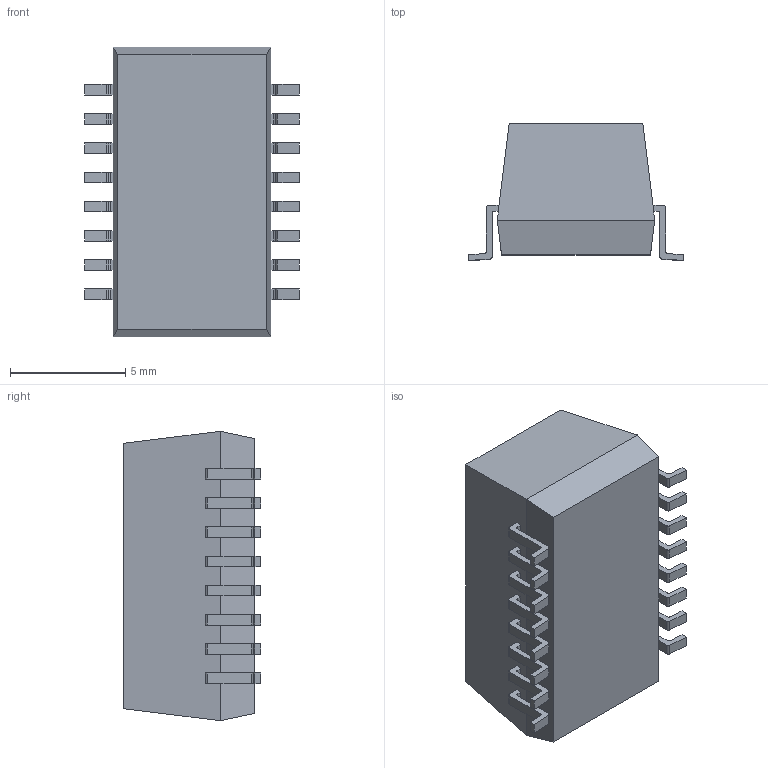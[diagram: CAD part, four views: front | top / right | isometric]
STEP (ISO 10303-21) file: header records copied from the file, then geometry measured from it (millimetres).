
FILE_DESCRIPTION((''),'2;1');
FILE_NAME('SM74346L','2012-08-21T',('ryans'),('Bourns, Inc.'),'PRO/ENGINEER BY PARAMETRIC TECHNOLOGY CORPORATION, 2010100','PRO/ENGINEER BY PARAMETRIC TECHNOLOGY CORPORATION, 2010100','');
FILE_SCHEMA(('CONFIG_CONTROL_DESIGN'));
Length unit declared in the file: millimetre
Products named in the file (1): SM74346L
Bounding box: 9.33 x 5.97 x 12.58 mm (x, y, z)
Volume: 451 mm3; surface area: 434.1 mm2
Topology: 1 solids, 1 shells, 218 faces, 596 edges, 396 vertices
Faces by surface type: plane 154, cylinder 64
Entity records: 6914 total; most frequent: CARTESIAN_POINT 1210, ORIENTED_EDGE 1192, DIRECTION 1160, EDGE_CURVE 596, VECTOR 468, LINE 468, VERTEX_POINT 396, AXIS2_PLACEMENT_3D 346
